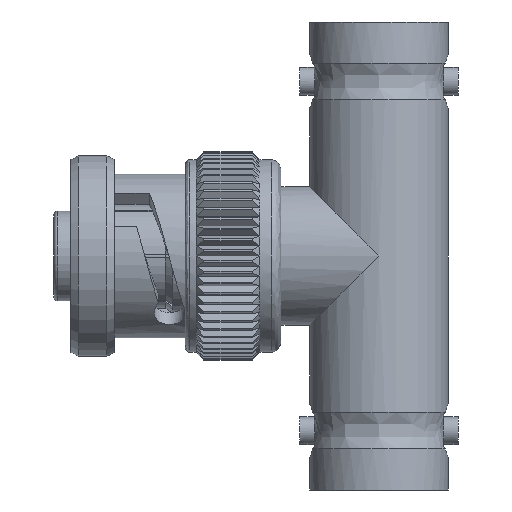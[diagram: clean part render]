
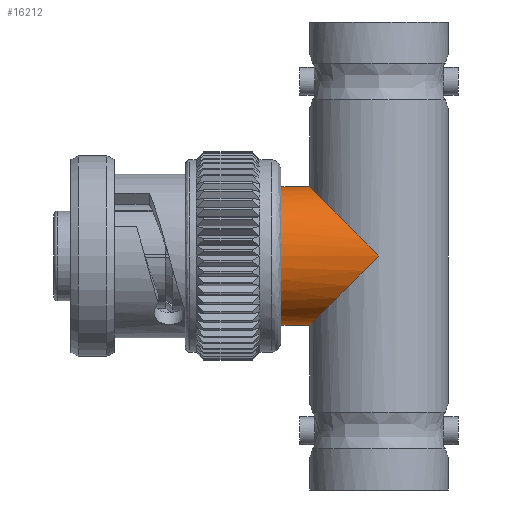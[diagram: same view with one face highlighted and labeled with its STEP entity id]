
A CAD part, left-side view. The second image highlights one B-rep face of the part: STEP entity #16212.
In plain terms, the highlighted cylindrical face has radius 4.826 mm (diameter 9.652 mm), a partial arc.
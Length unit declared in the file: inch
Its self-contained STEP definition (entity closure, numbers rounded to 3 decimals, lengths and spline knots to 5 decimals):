
#103 = CARTESIAN_POINT ( 'NONE',  ( 0., -0.5374, -0.4505 ) ) ;
#1189 = CARTESIAN_POINT ( 'NONE',  ( -0.19, 0., -0.6405 ) ) ;
#1242 = CARTESIAN_POINT ( 'NONE',  ( 0., -0.5374, -0.6405 ) ) ;
#1450 = DIRECTION ( 'NONE',  ( 0., 1., 0. ) ) ;
#2723 = CARTESIAN_POINT ( 'NONE',  ( -0.1113, 0.19, -0.8305 ) ) ;
#3425 = EDGE_CURVE ( 'NONE', #17622, #17235, #4291, .T. ) ;
#3652 = LINE ( 'NONE', #4168, #16366 ) ;
#4018 = EDGE_CURVE ( 'NONE', #17955, #12213, #8461, .T. ) ;
#4103 = VECTOR ( 'NONE', #18198, 39.37008 ) ;
#4168 = CARTESIAN_POINT ( 'NONE',  ( 0., -0.5374, -0.8305 ) ) ;
#4291 = CIRCLE ( 'NONE', #13480, 0.19 ) ;
#4307 = LINE ( 'NONE', #103, #4103 ) ;
#4815 = CARTESIAN_POINT ( 'NONE',  ( 0., 0.26825, -0.6405 ) ) ;
#6337 = ORIENTED_EDGE ( 'NONE', *, *, #9859, .T. ) ;
#8461 =( BOUNDED_CURVE ( )  B_SPLINE_CURVE ( 3, ( #10864, #16530, #13576, #15125 ),
 .UNSPECIFIED., .F., .F. ) 
 B_SPLINE_CURVE_WITH_KNOTS ( ( 4, 4 ),
 ( 0., 1.5708 ),
 .UNSPECIFIED. ) 
 CURVE ( )  GEOMETRIC_REPRESENTATION_ITEM ( )  RATIONAL_B_SPLINE_CURVE ( ( 1., 0.805, 0.805, 1. ) ) 
 REPRESENTATION_ITEM ( '' )  );
#8506 = ORIENTED_EDGE ( 'NONE', *, *, #16171, .F. ) ;
#8832 = AXIS2_PLACEMENT_3D ( 'NONE', #1242, #13793, #13740 ) ;
#9037 = DIRECTION ( 'NONE',  ( 0., -1., 0. ) ) ;
#9428 = ORIENTED_EDGE ( 'NONE', *, *, #4018, .F. ) ;
#9467 = CYLINDRICAL_SURFACE ( 'NONE', #8832, 0.19 ) ;
#9859 = EDGE_CURVE ( 'NONE', #17955, #17622, #4307, .T. ) ;
#9931 = EDGE_CURVE ( 'NONE', #12831, #17235, #3652, .T. ) ;
#10864 = CARTESIAN_POINT ( 'NONE',  ( 0., 0.19, -0.4505 ) ) ;
#10974 = CARTESIAN_POINT ( 'NONE',  ( -0.19, 0.1113, -0.7518 ) ) ;
#12213 = VERTEX_POINT ( 'NONE', #13857 ) ;
#12288 = EDGE_LOOP ( 'NONE', ( #13376, #8506, #9428, #6337, #16982 ) ) ;
#12467 = CARTESIAN_POINT ( 'NONE',  ( 0., 0.19, -0.8305 ) ) ;
#12831 = VERTEX_POINT ( 'NONE', #13537 ) ;
#13200 = FACE_OUTER_BOUND ( 'NONE', #12288, .T. ) ;
#13376 = ORIENTED_EDGE ( 'NONE', *, *, #9931, .F. ) ;
#13444 = CARTESIAN_POINT ( 'NONE',  ( 0., 0.26825, -0.4505 ) ) ;
#13480 = AXIS2_PLACEMENT_3D ( 'NONE', #4815, #9037, #15785 ) ;
#13537 = CARTESIAN_POINT ( 'NONE',  ( 0., 0.19, -0.8305 ) ) ;
#13576 = CARTESIAN_POINT ( 'NONE',  ( -0.19, 0.1113, -0.5292 ) ) ;
#13740 = DIRECTION ( 'NONE',  ( 0., 0., 1. ) ) ;
#13793 = DIRECTION ( 'NONE',  ( 0., 1., 0. ) ) ;
#13857 = CARTESIAN_POINT ( 'NONE',  ( -0.19, 0., -0.6405 ) ) ;
#13943 = CARTESIAN_POINT ( 'NONE',  ( 0., 0.26825, -0.8305 ) ) ;
#14310 = CARTESIAN_POINT ( 'NONE',  ( 0., 0.19, -0.4505 ) ) ;
#15125 = CARTESIAN_POINT ( 'NONE',  ( -0.19, 0., -0.6405 ) ) ;
#15537 =( BOUNDED_CURVE ( )  B_SPLINE_CURVE ( 3, ( #1189, #10974, #2723, #12467 ),
 .UNSPECIFIED., .F., .T. ) 
 B_SPLINE_CURVE_WITH_KNOTS ( ( 4, 4 ),
 ( 1.5708, 3.14159 ),
 .UNSPECIFIED. ) 
 CURVE ( )  GEOMETRIC_REPRESENTATION_ITEM ( )  RATIONAL_B_SPLINE_CURVE ( ( 1., 0.805, 0.805, 1. ) ) 
 REPRESENTATION_ITEM ( '' )  );
#15785 = DIRECTION ( 'NONE',  ( 0., 0., -1. ) ) ;
#16171 = EDGE_CURVE ( 'NONE', #12213, #12831, #15537, .T. ) ;
#16212 = ADVANCED_FACE ( 'NONE', ( #13200 ), #9467, .T. ) ;
#16366 = VECTOR ( 'NONE', #1450, 39.37008 ) ;
#16530 = CARTESIAN_POINT ( 'NONE',  ( -0.1113, 0.19, -0.4505 ) ) ;
#16982 = ORIENTED_EDGE ( 'NONE', *, *, #3425, .T. ) ;
#17235 = VERTEX_POINT ( 'NONE', #13943 ) ;
#17622 = VERTEX_POINT ( 'NONE', #13444 ) ;
#17955 = VERTEX_POINT ( 'NONE', #14310 ) ;
#18198 = DIRECTION ( 'NONE',  ( 0., 1., 0. ) ) ;
